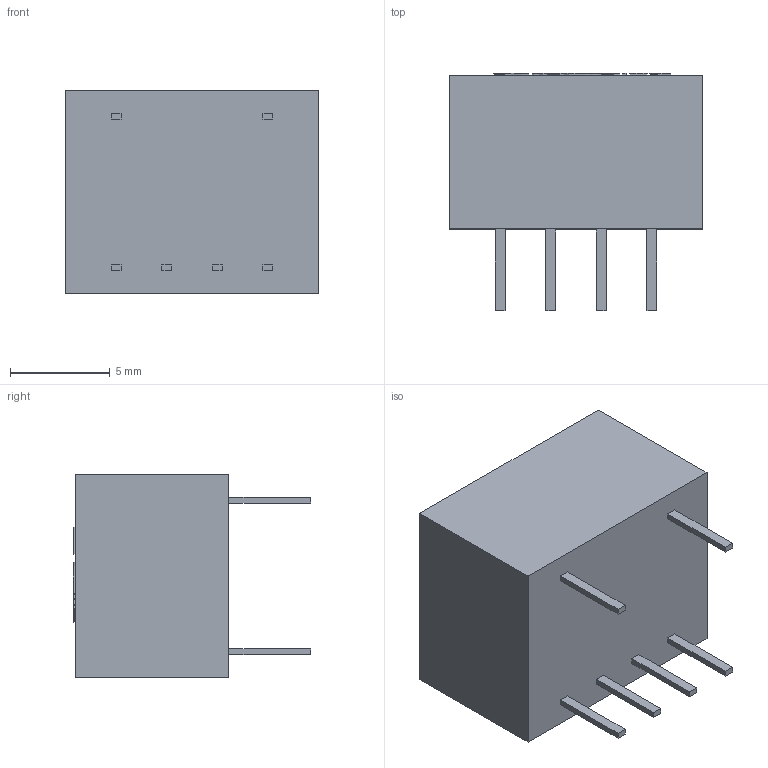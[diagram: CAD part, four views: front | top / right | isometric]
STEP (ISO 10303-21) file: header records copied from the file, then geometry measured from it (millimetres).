
FILE_DESCRIPTION (( 'STEP AP214' ), '1' );
FILE_NAME ('7AE6EDFE-9800-4733-A6C9-1029E0C42F9F.STEP', '2008-11-20T15:33:06', ( 'sysAdmin' ), ( 'SolidWorks' ), 'SwSTEP 2.0', 'SolidWorks 2009', '' );
FILE_SCHEMA (( 'AUTOMOTIVE_DESIGN' ));
Length unit declared in the file: millimetre
Products named in the file (1): 7AE6EDFE-9800-4733-A6C9-1029E0C42F9F
Bounding box: 12.7 x 11.9 x 10.2 mm (x, y, z)
Volume: 1002 mm3; surface area: 659.9 mm2
Topology: 1 solids, 1 shells, 165 faces, 423 edges, 282 vertices
Faces by surface type: plane 165
Entity records: 6735 total; most frequent: CARTESIAN_POINT 871, ORIENTED_EDGE 846, DIRECTION 755, EDGE_CURVE 423, VECTOR 423, LINE 423, VERTEX_POINT 282, EDGE_LOOP 187
